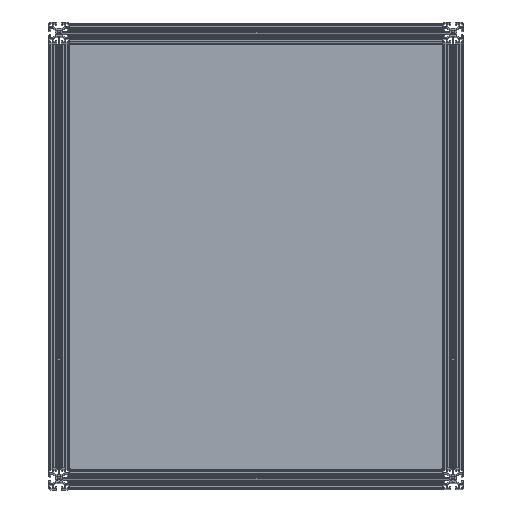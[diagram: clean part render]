
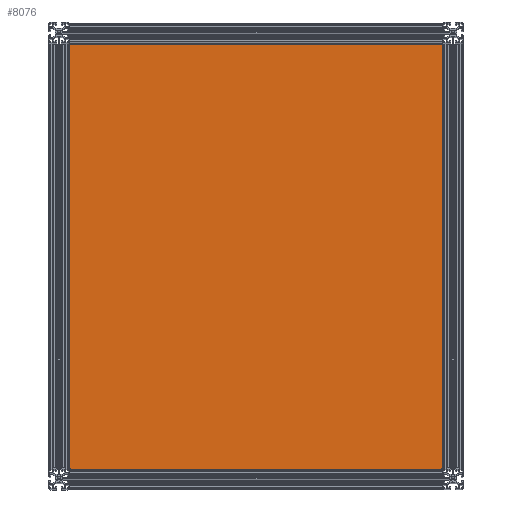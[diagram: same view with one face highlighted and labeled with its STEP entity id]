
A CAD part, top view. The second image highlights one B-rep face of the part: STEP entity #8076.
In plain terms, the highlighted face is planar.
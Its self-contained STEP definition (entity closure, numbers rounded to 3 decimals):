
#213 = VECTOR ( 'NONE', #8160, 1000. ) ;
#268 = CARTESIAN_POINT ( 'NONE',  ( 144.073, 243.873, -2. ) ) ;
#305 = EDGE_LOOP ( 'NONE', ( #1678, #11902, #10355, #12588, #4654, #710, #5099, #16098, #3331, #734, #432, #4315 ) ) ;
#372 = CARTESIAN_POINT ( 'NONE',  ( -586.727, -586.927, -2. ) ) ;
#432 = ORIENTED_EDGE ( 'NONE', *, *, #782, .T. ) ;
#528 = VERTEX_POINT ( 'NONE', #14456 ) ;
#661 = CARTESIAN_POINT ( 'NONE',  ( -586.727, 0., -2. ) ) ;
#710 = ORIENTED_EDGE ( 'NONE', *, *, #13478, .T. ) ;
#734 = ORIENTED_EDGE ( 'NONE', *, *, #10683, .F. ) ;
#782 = EDGE_CURVE ( 'NONE', #16253, #2776, #10157, .T. ) ;
#1623 = VECTOR ( 'NONE', #2412, 1000. ) ;
#1678 = ORIENTED_EDGE ( 'NONE', *, *, #15415, .F. ) ;
#1775 = VECTOR ( 'NONE', #14551, 1000. ) ;
#1910 = DIRECTION ( 'NONE',  ( 0., -1., 0. ) ) ;
#1961 = LINE ( 'NONE', #14662, #1775 ) ;
#2193 = VECTOR ( 'NONE', #14887, 1000. ) ;
#2208 = DIRECTION ( 'NONE',  ( 0., -1., 0. ) ) ;
#2301 = CARTESIAN_POINT ( 'NONE',  ( 130.073, 243.873, -2. ) ) ;
#2349 = LINE ( 'NONE', #661, #2193 ) ;
#2412 = DIRECTION ( 'NONE',  ( 0., 1., 0. ) ) ;
#2744 = EDGE_CURVE ( 'NONE', #2839, #528, #12698, .T. ) ;
#2776 = VERTEX_POINT ( 'NONE', #10027 ) ;
#2839 = VERTEX_POINT ( 'NONE', #372 ) ;
#3026 = VECTOR ( 'NONE', #9950, 1000. ) ;
#3331 = ORIENTED_EDGE ( 'NONE', *, *, #9806, .T. ) ;
#3339 = LINE ( 'NONE', #7015, #3026 ) ;
#3991 = LINE ( 'NONE', #13249, #15190 ) ;
#4011 = CARTESIAN_POINT ( 'NONE',  ( -600.727, 243.873, -2. ) ) ;
#4107 = CARTESIAN_POINT ( 'NONE',  ( 144.073, -572.927, -2. ) ) ;
#4315 = ORIENTED_EDGE ( 'NONE', *, *, #15041, .T. ) ;
#4654 = ORIENTED_EDGE ( 'NONE', *, *, #9662, .T. ) ;
#4852 = DIRECTION ( 'NONE',  ( 1., 0., 0. ) ) ;
#5099 = ORIENTED_EDGE ( 'NONE', *, *, #11685, .T. ) ;
#5409 = CARTESIAN_POINT ( 'NONE',  ( -600.727, 257.873, -2. ) ) ;
#5518 = CARTESIAN_POINT ( 'NONE',  ( -586.727, 257.873, -2. ) ) ;
#5550 = CARTESIAN_POINT ( 'NONE',  ( -600.727, -586.927, -2. ) ) ;
#6240 = PLANE ( 'NONE',  #10524 ) ;
#6254 = DIRECTION ( 'NONE',  ( -1., 0., 0. ) ) ;
#6982 = DIRECTION ( 'NONE',  ( 1., 0., 0. ) ) ;
#7015 = CARTESIAN_POINT ( 'NONE',  ( 144.073, 257.873, -2. ) ) ;
#7079 = VECTOR ( 'NONE', #1910, 1000. ) ;
#7303 = LINE ( 'NONE', #9794, #7079 ) ;
#7360 = LINE ( 'NONE', #9955, #12843 ) ;
#7583 = EDGE_CURVE ( 'NONE', #15391, #13829, #3339, .T. ) ;
#8064 = CARTESIAN_POINT ( 'NONE',  ( 130.073, 0., -2. ) ) ;
#8076 = ADVANCED_FACE ( 'NONE', ( #15351 ), #6240, .F. ) ;
#8160 = DIRECTION ( 'NONE',  ( -1., 0., 0. ) ) ;
#8387 = LINE ( 'NONE', #5409, #8770 ) ;
#8700 = CARTESIAN_POINT ( 'NONE',  ( 130.073, -586.927, -2. ) ) ;
#8770 = VECTOR ( 'NONE', #6254, 1000. ) ;
#9492 = VERTEX_POINT ( 'NONE', #11947 ) ;
#9528 = VERTEX_POINT ( 'NONE', #5518 ) ;
#9662 = EDGE_CURVE ( 'NONE', #13829, #9492, #7360, .T. ) ;
#9794 = CARTESIAN_POINT ( 'NONE',  ( 130.073, 0., -2. ) ) ;
#9806 = EDGE_CURVE ( 'NONE', #528, #13950, #1961, .T. ) ;
#9950 = DIRECTION ( 'NONE',  ( 0., -1., 0. ) ) ;
#9955 = CARTESIAN_POINT ( 'NONE',  ( 0., -572.927, -2. ) ) ;
#10027 = CARTESIAN_POINT ( 'NONE',  ( -586.727, 243.873, -2. ) ) ;
#10157 = LINE ( 'NONE', #13309, #15843 ) ;
#10355 = ORIENTED_EDGE ( 'NONE', *, *, #10424, .T. ) ;
#10424 = EDGE_CURVE ( 'NONE', #12910, #15391, #14095, .T. ) ;
#10524 = AXIS2_PLACEMENT_3D ( 'NONE', #16321, #15085, #4852 ) ;
#10683 = EDGE_CURVE ( 'NONE', #16253, #13950, #3991, .T. ) ;
#11205 = DIRECTION ( 'NONE',  ( -1., 0., 0. ) ) ;
#11390 = CARTESIAN_POINT ( 'NONE',  ( -600.727, -572.927, -2. ) ) ;
#11499 = CARTESIAN_POINT ( 'NONE',  ( -586.727, 0., -2. ) ) ;
#11685 = EDGE_CURVE ( 'NONE', #12072, #2839, #16405, .T. ) ;
#11902 = ORIENTED_EDGE ( 'NONE', *, *, #14667, .T. ) ;
#11947 = CARTESIAN_POINT ( 'NONE',  ( 130.073, -572.927, -2. ) ) ;
#12072 = VERTEX_POINT ( 'NONE', #8700 ) ;
#12222 = DIRECTION ( 'NONE',  ( 0., -1., 0. ) ) ;
#12238 = CARTESIAN_POINT ( 'NONE',  ( 0., 243.873, -2. ) ) ;
#12588 = ORIENTED_EDGE ( 'NONE', *, *, #7583, .T. ) ;
#12698 = LINE ( 'NONE', #11499, #1623 ) ;
#12843 = VECTOR ( 'NONE', #11205, 1000. ) ;
#12910 = VERTEX_POINT ( 'NONE', #2301 ) ;
#13249 = CARTESIAN_POINT ( 'NONE',  ( -600.727, 257.873, -2. ) ) ;
#13309 = CARTESIAN_POINT ( 'NONE',  ( 0., 243.873, -2. ) ) ;
#13478 = EDGE_CURVE ( 'NONE', #9492, #12072, #16373, .T. ) ;
#13829 = VERTEX_POINT ( 'NONE', #4107 ) ;
#13950 = VERTEX_POINT ( 'NONE', #11390 ) ;
#14095 = LINE ( 'NONE', #12238, #14550 ) ;
#14313 = VERTEX_POINT ( 'NONE', #14703 ) ;
#14456 = CARTESIAN_POINT ( 'NONE',  ( -586.727, -572.927, -2. ) ) ;
#14550 = VECTOR ( 'NONE', #6982, 1000. ) ;
#14551 = DIRECTION ( 'NONE',  ( -1., 0., 0. ) ) ;
#14662 = CARTESIAN_POINT ( 'NONE',  ( 0., -572.927, -2. ) ) ;
#14667 = EDGE_CURVE ( 'NONE', #14313, #12910, #7303, .T. ) ;
#14703 = CARTESIAN_POINT ( 'NONE',  ( 130.073, 257.873, -2. ) ) ;
#14887 = DIRECTION ( 'NONE',  ( 0., 1., 0. ) ) ;
#15041 = EDGE_CURVE ( 'NONE', #2776, #9528, #2349, .T. ) ;
#15085 = DIRECTION ( 'NONE',  ( 0., 0., 1. ) ) ;
#15190 = VECTOR ( 'NONE', #2208, 1000. ) ;
#15351 = FACE_OUTER_BOUND ( 'NONE', #305, .T. ) ;
#15391 = VERTEX_POINT ( 'NONE', #268 ) ;
#15415 = EDGE_CURVE ( 'NONE', #14313, #9528, #8387, .T. ) ;
#15843 = VECTOR ( 'NONE', #16092, 1000. ) ;
#16092 = DIRECTION ( 'NONE',  ( 1., 0., 0. ) ) ;
#16098 = ORIENTED_EDGE ( 'NONE', *, *, #2744, .T. ) ;
#16140 = VECTOR ( 'NONE', #12222, 1000. ) ;
#16253 = VERTEX_POINT ( 'NONE', #4011 ) ;
#16321 = CARTESIAN_POINT ( 'NONE',  ( 0., 0., -2. ) ) ;
#16373 = LINE ( 'NONE', #8064, #16140 ) ;
#16405 = LINE ( 'NONE', #5550, #213 ) ;
